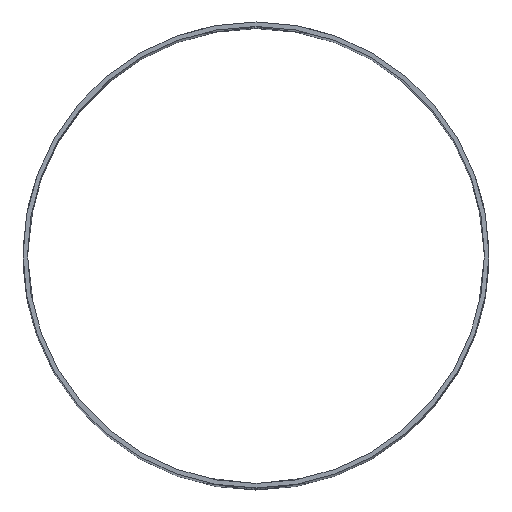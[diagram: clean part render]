
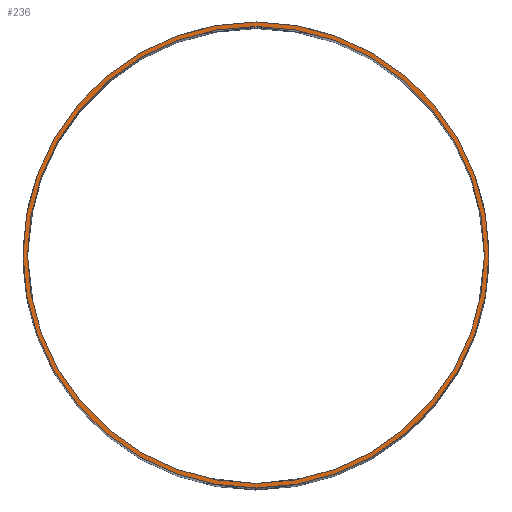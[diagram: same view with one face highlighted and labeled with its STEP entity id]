
A CAD part, top view. The second image highlights one B-rep face of the part: STEP entity #236.
In plain terms, the highlighted planar face has unit normal (0, 0, 1).
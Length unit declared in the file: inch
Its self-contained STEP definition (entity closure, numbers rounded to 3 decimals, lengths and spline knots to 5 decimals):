
#18 = AXIS2_PLACEMENT_3D ( 'NONE', #218, #2022, #2045 ) ;
#34 = DIRECTION ( 'NONE',  ( 0., 0., 1. ) ) ;
#43 = EDGE_LOOP ( 'NONE', ( #1078, #274 ) ) ;
#151 = CARTESIAN_POINT ( 'NONE',  ( 0.01, 0.0625, 0.9 ) ) ;
#218 = CARTESIAN_POINT ( 'NONE',  ( -3.08504, 0.0625, 0.9 ) ) ;
#236 = ADVANCED_FACE ( 'NONE', ( #1805, #343 ), #1318, .T. ) ;
#274 = ORIENTED_EDGE ( 'NONE', *, *, #1405, .F. ) ;
#343 = FACE_BOUND ( 'NONE', #43, .T. ) ;
#353 = AXIS2_PLACEMENT_3D ( 'NONE', #384, #1707, #408 ) ;
#384 = CARTESIAN_POINT ( 'NONE',  ( -3.08504, 0.0625, 0.9 ) ) ;
#408 = DIRECTION ( 'NONE',  ( 1., 0., 0. ) ) ;
#409 = VERTEX_POINT ( 'NONE', #1372 ) ;
#478 = DIRECTION ( 'NONE',  ( 0., 0., 1. ) ) ;
#504 = VERTEX_POINT ( 'NONE', #1741 ) ;
#520 = VERTEX_POINT ( 'NONE', #151 ) ;
#524 = ORIENTED_EDGE ( 'NONE', *, *, #1705, .T. ) ;
#556 = CARTESIAN_POINT ( 'NONE',  ( -3.08504, 0.0625, 0.9 ) ) ;
#559 = CIRCLE ( 'NONE', #353, 3.09504 ) ;
#615 = CARTESIAN_POINT ( 'NONE',  ( -6.12008, 0.0625, 0.9 ) ) ;
#644 = AXIS2_PLACEMENT_3D ( 'NONE', #1276, #34, #994 ) ;
#724 = AXIS2_PLACEMENT_3D ( 'NONE', #556, #1536, #1868 ) ;
#795 = DIRECTION ( 'NONE',  ( 1., 0., 0. ) ) ;
#928 = CIRCLE ( 'NONE', #18, 3.09504 ) ;
#994 = DIRECTION ( 'NONE',  ( 1., 0., 0. ) ) ;
#1078 = ORIENTED_EDGE ( 'NONE', *, *, #1112, .F. ) ;
#1098 = CARTESIAN_POINT ( 'NONE',  ( -3.08504, 0.0625, 0.9 ) ) ;
#1112 = EDGE_CURVE ( 'NONE', #409, #1841, #1505, .T. ) ;
#1276 = CARTESIAN_POINT ( 'NONE',  ( -3.08504, 0.0625, 0.9 ) ) ;
#1295 = AXIS2_PLACEMENT_3D ( 'NONE', #1098, #478, #795 ) ;
#1318 = PLANE ( 'NONE',  #644 ) ;
#1372 = CARTESIAN_POINT ( 'NONE',  ( -0.05, 0.0625, 0.9 ) ) ;
#1405 = EDGE_CURVE ( 'NONE', #1841, #409, #1468, .T. ) ;
#1468 = CIRCLE ( 'NONE', #724, 3.03504 ) ;
#1505 = CIRCLE ( 'NONE', #1295, 3.03504 ) ;
#1536 = DIRECTION ( 'NONE',  ( 0., 0., 1. ) ) ;
#1631 = ORIENTED_EDGE ( 'NONE', *, *, #1729, .T. ) ;
#1705 = EDGE_CURVE ( 'NONE', #504, #520, #928, .T. ) ;
#1707 = DIRECTION ( 'NONE',  ( 0., 0., 1. ) ) ;
#1729 = EDGE_CURVE ( 'NONE', #520, #504, #559, .T. ) ;
#1741 = CARTESIAN_POINT ( 'NONE',  ( -6.18008, 0.0625, 0.9 ) ) ;
#1805 = FACE_OUTER_BOUND ( 'NONE', #2107, .T. ) ;
#1841 = VERTEX_POINT ( 'NONE', #615 ) ;
#1868 = DIRECTION ( 'NONE',  ( 1., 0., 0. ) ) ;
#2022 = DIRECTION ( 'NONE',  ( 0., 0., 1. ) ) ;
#2045 = DIRECTION ( 'NONE',  ( 1., 0., 0. ) ) ;
#2107 = EDGE_LOOP ( 'NONE', ( #1631, #524 ) ) ;
